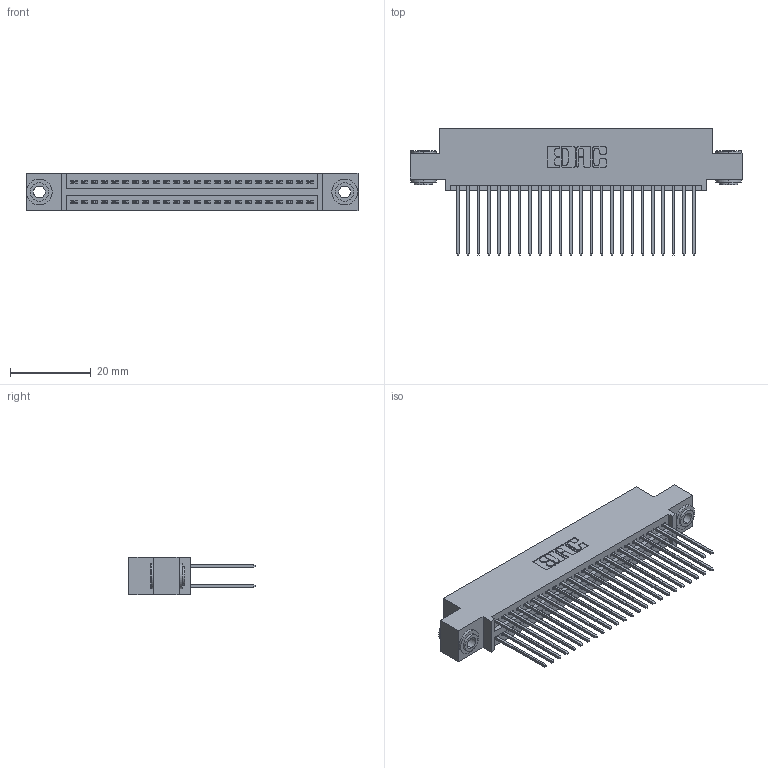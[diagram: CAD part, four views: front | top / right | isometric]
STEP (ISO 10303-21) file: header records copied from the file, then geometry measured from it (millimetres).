
FILE_DESCRIPTION (( 'STEP AP203' ), '1' );
FILE_NAME ('395-048-542-503.STEP', '2018-11-19T20:55:16', ( '' ), ( '' ), 'SwSTEP 2.0', 'SolidWorks 2016', '' );
FILE_SCHEMA (( 'CONFIG_CONTROL_DESIGN' ));
Length unit declared in the file: inch
Products named in the file (4): 345-292-001_345-293-142; 395-048-542-503; 345-250-002_345-250-002-102; 345 Part_0.110 Offset - 0.156 Dia-TH
Assembly tree (51 placements, depth 2):
  395-048-542-503
    345 Part_0.110 Offset - 0.156 Dia-TH
    345-292-001_345-293-142  x48
    345-250-002_345-250-002-102  x2
Bounding box: 82.17 x 31.29 x 9.4 mm (x, y, z)
Volume: 7984.7 mm3; surface area: 12797.5 mm2
Topology: 51 solids, 51 shells, 2568 faces, 7581 edges, 4986 vertices
Faces by surface type: plane 1678, cylinder 882, cone 8
Entity records: 22054 total; most frequent: CARTESIAN_POINT 3691, ORIENTED_EDGE 3618, DIRECTION 3307, EDGE_CURVE 1809, LINE 1557, VECTOR 1557, VERTEX_POINT 1202, AXIS2_PLACEMENT_3D 875
